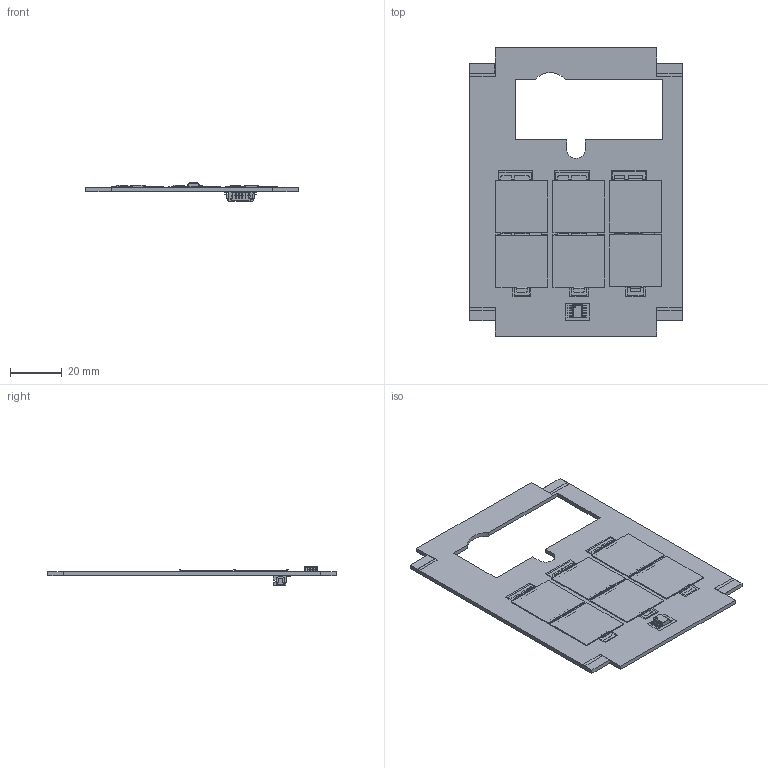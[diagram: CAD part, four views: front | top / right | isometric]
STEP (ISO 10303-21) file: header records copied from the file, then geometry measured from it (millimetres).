
FILE_DESCRIPTION (( 'STEP AP214' ), '1' );
FILE_NAME ('3D-25-00266-REVA.STEP', '2010-11-05T16:09:42', ( '' ), ( '' ), 'SwSTEP 2.0', 'SolidWorks 2009', '' );
FILE_SCHEMA (( 'AUTOMOTIVE_DESIGN' ));
Length unit declared in the file: millimetre
Products named in the file (6): 3D-25-00266-REVA; 3D-15-00325_2x2 with bottom tabs; 3D-15-00325; DF13-6P-125H; SO-8; 3d-11-00267_reva
Assembly tree (9 placements, depth 2):
  3D-25-00266-REVA
    3D-15-00325_2x2 with bottom tabs  x3
    DF13-6P-125H
    3D-15-00325  x3
    3d-11-00267_reva
    SO-8
Bounding box: 81.73 x 110.99 x 7.1 mm (x, y, z)
Volume: 12987.7 mm3; surface area: 22499.1 mm2
Topology: 42 solids, 42 shells, 1050 faces, 2751 edges, 1791 vertices
Faces by surface type: plane 804, cylinder 228, sphere 10, cone 4, bspline 4
Entity records: 29580 total; most frequent: CARTESIAN_POINT 4556, ORIENTED_EDGE 4314, DIRECTION 4099, EDGE_CURVE 2157, LINE 1839, VECTOR 1839, VERTEX_POINT 1399, AXIS2_PLACEMENT_3D 1130
